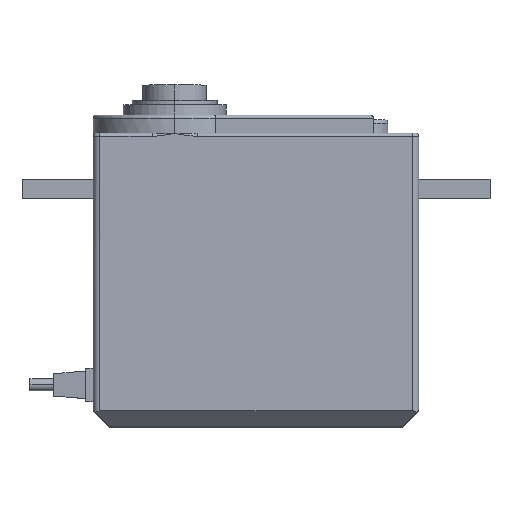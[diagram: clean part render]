
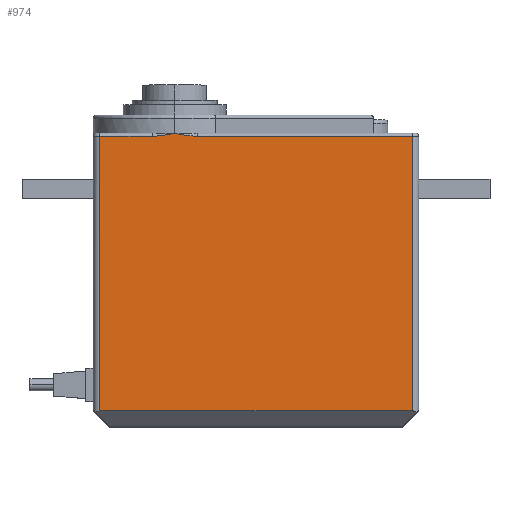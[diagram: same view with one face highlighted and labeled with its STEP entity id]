
A CAD part, top view. The second image highlights one B-rep face of the part: STEP entity #974.
In plain terms, the highlighted planar face has unit normal (0, 0, 1).
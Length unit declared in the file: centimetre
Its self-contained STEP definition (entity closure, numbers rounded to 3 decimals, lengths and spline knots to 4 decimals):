
#51 = CARTESIAN_POINT ( 'NONE',  ( 2.05, 0.2, 1.025 ) ) ;
#63 = EDGE_CURVE ( 'NONE', #3038, #887, #1945, .T. ) ;
#112 = CARTESIAN_POINT ( 'NONE',  ( -1.97, 3.7, 1.025 ) ) ;
#121 = VECTOR ( 'NONE', #238, 100. ) ;
#134 = CARTESIAN_POINT ( 'NONE',  ( -1.025, 3.7, 1.025 ) ) ;
#194 = PLANE ( 'NONE',  #588 ) ;
#217 = B_SPLINE_CURVE_WITH_KNOTS ( 'NONE', 3,
 ( #2946, #2746, #356, #371, #1041, #1290 ),
 .UNSPECIFIED., .F., .F.,
 ( 4, 2, 4 ),
 ( 0., 0.0014, 0.0029 ),
 .UNSPECIFIED. ) ;
#224 = ORIENTED_EDGE ( 'NONE', *, *, #63, .T. ) ;
#238 = DIRECTION ( 'NONE',  ( -1., 0., 0. ) ) ;
#353 = CARTESIAN_POINT ( 'NONE',  ( 1.97, 3.66, 1.025 ) ) ;
#356 = CARTESIAN_POINT ( 'NONE',  ( -0.8369, 3.666, 1.025 ) ) ;
#371 = CARTESIAN_POINT ( 'NONE',  ( -0.9313, 3.6811, 1.025 ) ) ;
#405 = CARTESIAN_POINT ( 'NONE',  ( 1.97, 0.2, 1.025 ) ) ;
#423 = FACE_OUTER_BOUND ( 'NONE', #1228, .T. ) ;
#511 = EDGE_CURVE ( 'NONE', #2666, #3038, #217, .T. ) ;
#567 = VECTOR ( 'NONE', #795, 100. ) ;
#588 = AXIS2_PLACEMENT_3D ( 'NONE', #1664, #1637, #2594 ) ;
#591 = CARTESIAN_POINT ( 'NONE',  ( -1.0718, 3.6906, 1.025 ) ) ;
#793 = ORIENTED_EDGE ( 'NONE', *, *, #2394, .T. ) ;
#795 = DIRECTION ( 'NONE',  ( 1., 0., 0. ) ) ;
#883 = CARTESIAN_POINT ( 'NONE',  ( -1.2131, 3.666, 1.025 ) ) ;
#887 = VERTEX_POINT ( 'NONE', #1470 ) ;
#974 = ADVANCED_FACE ( 'NONE', ( #423 ), #194, .F. ) ;
#1041 = CARTESIAN_POINT ( 'NONE',  ( -0.9781, 3.6906, 1.025 ) ) ;
#1059 = DIRECTION ( 'NONE',  ( 0., -1., 0. ) ) ;
#1069 = CARTESIAN_POINT ( 'NONE',  ( -1.1187, 3.6811, 1.025 ) ) ;
#1077 = ORIENTED_EDGE ( 'NONE', *, *, #1829, .T. ) ;
#1109 = CARTESIAN_POINT ( 'NONE',  ( -2.05, 3.66, 1.025 ) ) ;
#1134 = CARTESIAN_POINT ( 'NONE',  ( -1.3085, 3.66, 1.025 ) ) ;
#1180 = CARTESIAN_POINT ( 'NONE',  ( -1.025, 3.7, 1.025 ) ) ;
#1228 = EDGE_LOOP ( 'NONE', ( #1248, #793, #2204, #224, #1595, #1077, #2187 ) ) ;
#1248 = ORIENTED_EDGE ( 'NONE', *, *, #2508, .T. ) ;
#1263 = LINE ( 'NONE', #51, #567 ) ;
#1268 = VECTOR ( 'NONE', #2058, 100. ) ;
#1290 = CARTESIAN_POINT ( 'NONE',  ( -1.025, 3.7, 1.025 ) ) ;
#1470 = CARTESIAN_POINT ( 'NONE',  ( -1.3085, 3.66, 1.025 ) ) ;
#1512 = LINE ( 'NONE', #1918, #2709 ) ;
#1591 = CARTESIAN_POINT ( 'NONE',  ( -1.97, 0.2, 1.025 ) ) ;
#1595 = ORIENTED_EDGE ( 'NONE', *, *, #2881, .T. ) ;
#1617 = VERTEX_POINT ( 'NONE', #1767 ) ;
#1637 = DIRECTION ( 'NONE',  ( 0., 0., -1. ) ) ;
#1664 = CARTESIAN_POINT ( 'NONE',  ( -2.05, 3.7, 1.025 ) ) ;
#1694 = DIRECTION ( 'NONE',  ( 0., 1., 0. ) ) ;
#1767 = CARTESIAN_POINT ( 'NONE',  ( -1.97, 3.66, 1.025 ) ) ;
#1776 = CARTESIAN_POINT ( 'NONE',  ( -0.7415, 3.66, 1.025 ) ) ;
#1829 = EDGE_CURVE ( 'NONE', #1617, #2857, #2255, .T. ) ;
#1852 = LINE ( 'NONE', #2382, #121 ) ;
#1918 = CARTESIAN_POINT ( 'NONE',  ( 1.97, 3.7, 1.025 ) ) ;
#1945 = B_SPLINE_CURVE_WITH_KNOTS ( 'NONE', 3,
 ( #134, #591, #1069, #883, #3036, #1134 ),
 .UNSPECIFIED., .F., .F.,
 ( 4, 2, 4 ),
 ( 0., 0.0014, 0.0028 ),
 .UNSPECIFIED. ) ;
#1948 = VERTEX_POINT ( 'NONE', #405 ) ;
#2058 = DIRECTION ( 'NONE',  ( -1., 0., 0. ) ) ;
#2068 = VECTOR ( 'NONE', #1059, 100. ) ;
#2187 = ORIENTED_EDGE ( 'NONE', *, *, #2451, .T. ) ;
#2204 = ORIENTED_EDGE ( 'NONE', *, *, #511, .T. ) ;
#2239 = VERTEX_POINT ( 'NONE', #353 ) ;
#2255 = LINE ( 'NONE', #112, #2068 ) ;
#2382 = CARTESIAN_POINT ( 'NONE',  ( -2.05, 3.66, 1.025 ) ) ;
#2394 = EDGE_CURVE ( 'NONE', #2239, #2666, #1852, .T. ) ;
#2451 = EDGE_CURVE ( 'NONE', #2857, #1948, #1263, .T. ) ;
#2508 = EDGE_CURVE ( 'NONE', #1948, #2239, #1512, .T. ) ;
#2594 = DIRECTION ( 'NONE',  ( -1., 0., 0. ) ) ;
#2666 = VERTEX_POINT ( 'NONE', #1776 ) ;
#2709 = VECTOR ( 'NONE', #1694, 100. ) ;
#2746 = CARTESIAN_POINT ( 'NONE',  ( -0.7893, 3.66, 1.025 ) ) ;
#2857 = VERTEX_POINT ( 'NONE', #1591 ) ;
#2881 = EDGE_CURVE ( 'NONE', #887, #1617, #3010, .T. ) ;
#2946 = CARTESIAN_POINT ( 'NONE',  ( -0.7415, 3.66, 1.025 ) ) ;
#3010 = LINE ( 'NONE', #1109, #1268 ) ;
#3036 = CARTESIAN_POINT ( 'NONE',  ( -1.2607, 3.66, 1.025 ) ) ;
#3038 = VERTEX_POINT ( 'NONE', #1180 ) ;
